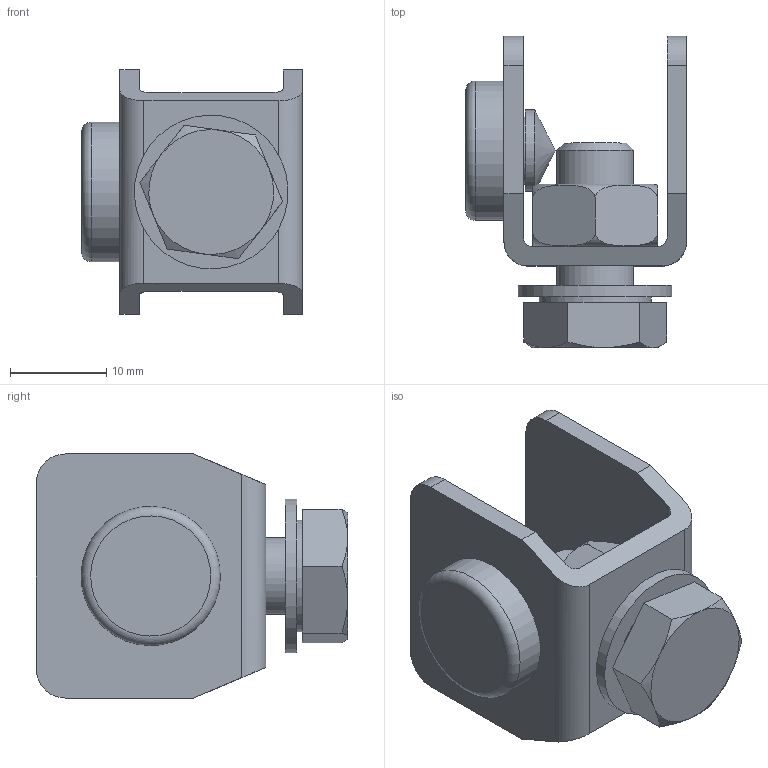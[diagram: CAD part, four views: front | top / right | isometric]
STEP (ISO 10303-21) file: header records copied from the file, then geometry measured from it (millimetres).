
FILE_DESCRIPTION(/* description */ ('Butée Courte'),/* implementation_level */ '2;1');
FILE_NAME(/* name */ '9118XA2.stp',/* time_stamp */ '2019-08-23T07:37:47+02:00',/* author */ ('LIONEL'),/* organization */ (''),/* preprocessor_version */ 'ST-DEVELOPER v17.2',/* originating_system */ 'Autodesk Inventor 2019',/* authorisation */ '');
FILE_SCHEMA (('AUTOMOTIVE_DESIGN { 1 0 10303 214 3 1 1 }'));
Length unit declared in the file: millimetre
Products named in the file (6): 9118XA2; 16372; 16382; 15736; 04516; 06008
Assembly tree (5 placements, depth 2):
  9118XA2
    16372
    16382
    15736
    04516
    06008
Bounding box: 23 x 32.4 x 25.4 mm (x, y, z)
Volume: 5959.6 mm3; surface area: 5648.8 mm2
Topology: 5 solids, 5 shells, 66 faces, 171 edges, 118 vertices
Faces by surface type: plane 37, cylinder 18, cone 8, torus 3
Full cylindrical faces by diameter (mm): 6.647 x1, 7 x1, 7.1 x1, 8 x1, 8.2 x2, 8.5 x1, 11.63 x1, 14.5 x1, 16 x1
Entity records: 2551 total; most frequent: CARTESIAN_POINT 653, DIRECTION 368, ORIENTED_EDGE 340, EDGE_CURVE 170, AXIS2_PLACEMENT_3D 147, VERTEX_POINT 118, EDGE_LOOP 78, LINE 74
